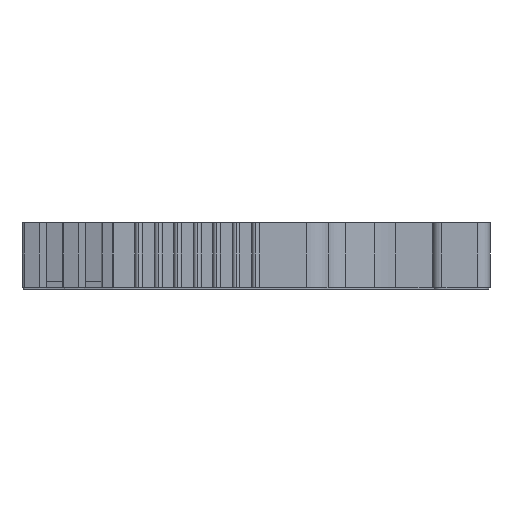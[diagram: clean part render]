
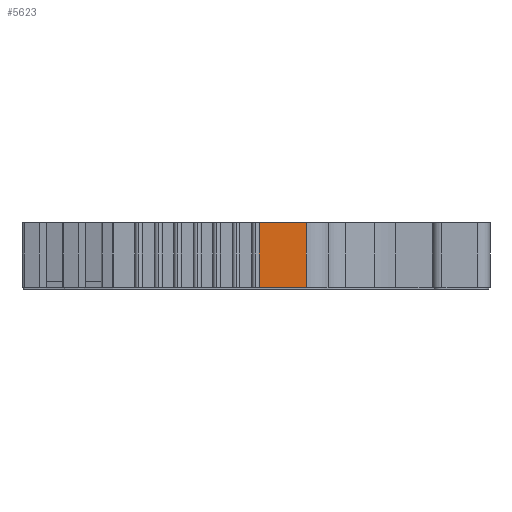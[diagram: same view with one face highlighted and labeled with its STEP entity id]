
A CAD part, left-side view. The second image highlights one B-rep face of the part: STEP entity #5623.
In plain terms, the highlighted planar face has unit normal (-1, 0, 0).
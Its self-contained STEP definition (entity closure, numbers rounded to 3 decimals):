
#232 = DIRECTION ( 'NONE',  ( 0., 1., 0. ) ) ;
#267 = CARTESIAN_POINT ( 'NONE',  ( -69.902, -1.517, 19.345 ) ) ;
#1527 = VECTOR ( 'NONE', #232, 1000. ) ;
#1609 = EDGE_LOOP ( 'NONE', ( #14100, #15683, #17300, #9833 ) ) ;
#2145 = PLANE ( 'NONE',  #10926 ) ;
#2175 = DIRECTION ( 'NONE',  ( 0., -1., 0. ) ) ;
#2198 = DIRECTION ( 'NONE',  ( 1., 0., 0. ) ) ;
#2492 = EDGE_CURVE ( 'NONE', #16582, #11432, #8311, .T. ) ;
#2603 = EDGE_CURVE ( 'NONE', #8178, #3204, #12350, .T. ) ;
#2732 = FACE_OUTER_BOUND ( 'NONE', #1609, .T. ) ;
#2926 = DIRECTION ( 'NONE',  ( 0., 0., -1. ) ) ;
#3204 = VERTEX_POINT ( 'NONE', #14826 ) ;
#3951 = EDGE_CURVE ( 'NONE', #11432, #3204, #8680, .T. ) ;
#4820 = CARTESIAN_POINT ( 'NONE',  ( -69.902, -1.517, 24.345 ) ) ;
#4924 = DIRECTION ( 'NONE',  ( 0., 0., -1. ) ) ;
#5378 = CARTESIAN_POINT ( 'NONE',  ( -69.902, -1.517, 24.345 ) ) ;
#5623 = ADVANCED_FACE ( 'NONE', ( #2732 ), #2145, .F. ) ;
#6325 = DIRECTION ( 'NONE',  ( 0., 1., 0. ) ) ;
#7523 = EDGE_CURVE ( 'NONE', #8178, #16582, #15793, .T. ) ;
#8178 = VERTEX_POINT ( 'NONE', #13884 ) ;
#8311 = LINE ( 'NONE', #9108, #16187 ) ;
#8680 = LINE ( 'NONE', #14725, #1527 ) ;
#9108 = CARTESIAN_POINT ( 'NONE',  ( -69.902, -1.517, 24.395 ) ) ;
#9833 = ORIENTED_EDGE ( 'NONE', *, *, #2603, .T. ) ;
#10310 = CARTESIAN_POINT ( 'NONE',  ( -69.902, -1.517, 24.395 ) ) ;
#10926 = AXIS2_PLACEMENT_3D ( 'NONE', #10310, #2198, #6325 ) ;
#11432 = VERTEX_POINT ( 'NONE', #267 ) ;
#12350 = LINE ( 'NONE', #13338, #12998 ) ;
#12998 = VECTOR ( 'NONE', #2926, 1000. ) ;
#13338 = CARTESIAN_POINT ( 'NONE',  ( -69.902, 2.098, 24.395 ) ) ;
#13884 = CARTESIAN_POINT ( 'NONE',  ( -69.902, 2.098, 24.345 ) ) ;
#14100 = ORIENTED_EDGE ( 'NONE', *, *, #3951, .F. ) ;
#14725 = CARTESIAN_POINT ( 'NONE',  ( -69.902, -1.517, 19.345 ) ) ;
#14826 = CARTESIAN_POINT ( 'NONE',  ( -69.902, 2.098, 19.345 ) ) ;
#15550 = VECTOR ( 'NONE', #2175, 1000. ) ;
#15683 = ORIENTED_EDGE ( 'NONE', *, *, #2492, .F. ) ;
#15793 = LINE ( 'NONE', #4820, #15550 ) ;
#16187 = VECTOR ( 'NONE', #4924, 1000. ) ;
#16582 = VERTEX_POINT ( 'NONE', #5378 ) ;
#17300 = ORIENTED_EDGE ( 'NONE', *, *, #7523, .F. ) ;
